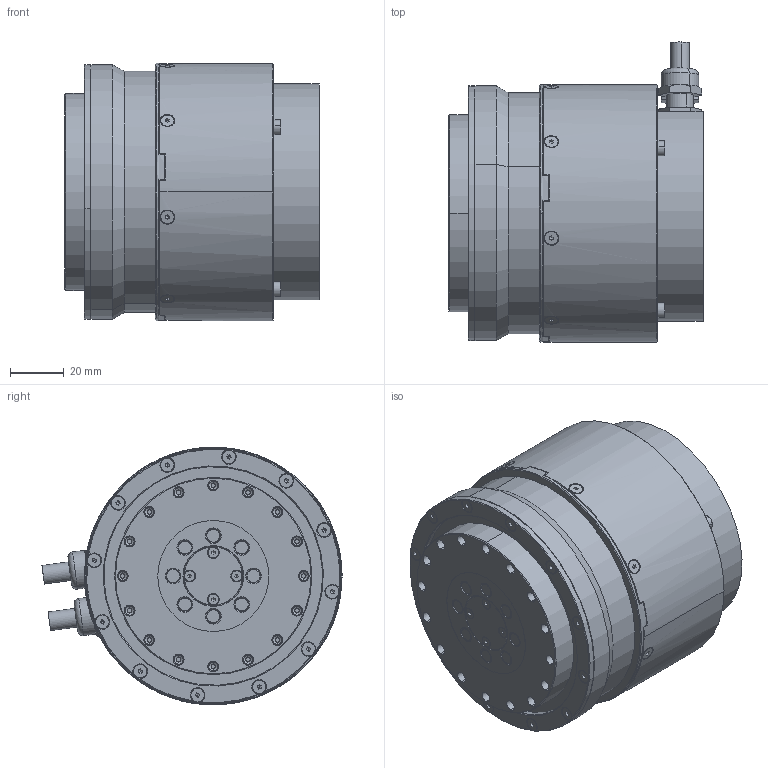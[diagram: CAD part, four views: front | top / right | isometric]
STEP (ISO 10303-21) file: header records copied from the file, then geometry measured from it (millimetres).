
FILE_DESCRIPTION (( 'STEP AP203' ), '1' );
FILE_NAME ('DJB-25¹Ø½Úµç»ú-RevA1.STEP', '2023-07-17T02:25:15', ( '' ), ( '' ), 'SwSTEP 2.0', 'SolidWorks 2016', '' );
FILE_SCHEMA (( 'CONFIG_CONTROL_DESIGN' ));
Length unit declared in the file: millimetre
Products named in the file (1): DJB-25壽誹萇儂-RevA1
Bounding box: 94.7 x 111.86 x 96 mm (x, y, z)
Volume: 609441.3 mm3; surface area: 54553.1 mm2
Topology: 8 solids, 29 shells, 1469 faces, 3627 edges, 2256 vertices
Faces by surface type: plane 556, cylinder 443, cone 418, torus 44, bspline 8
Entity records: 44877 total; most frequent: CARTESIAN_POINT 9520, DIRECTION 7804, ORIENTED_EDGE 7126, EDGE_CURVE 3563, AXIS2_PLACEMENT_3D 3070, VERTEX_POINT 2256, LINE 1664, VECTOR 1664
